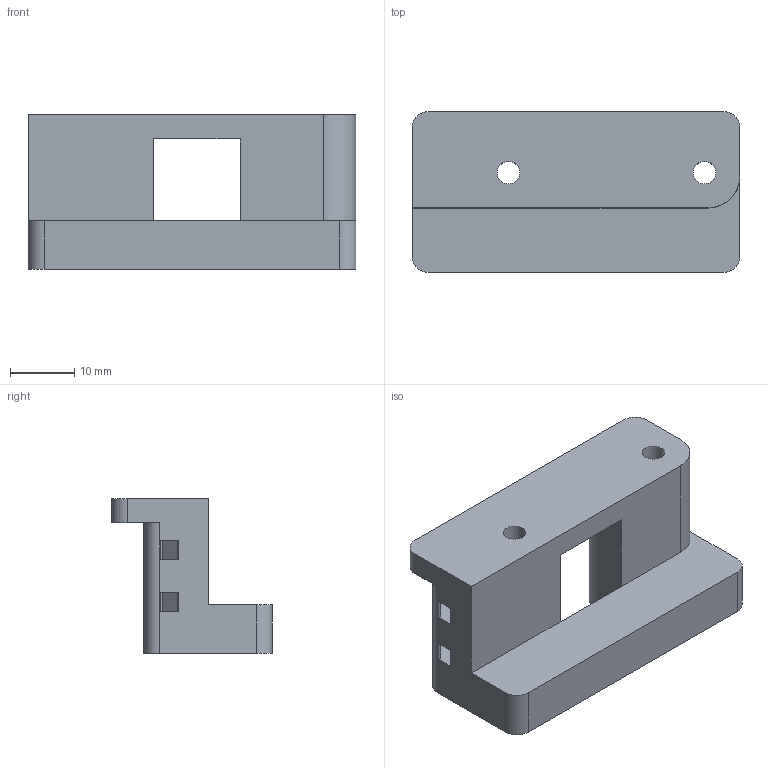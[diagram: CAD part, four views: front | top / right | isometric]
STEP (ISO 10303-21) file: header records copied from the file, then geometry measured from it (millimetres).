
FILE_DESCRIPTION(/* description */ (''),/* implementation_level */ '2;1');
FILE_NAME(/* name */ 'insert for E stepper.step',/* time_stamp */ '2025-05-04T21:24:45+02:00',/* author */ (''),/* organization */ (''),/* preprocessor_version */ 'ST-DEVELOPER v20.1',/* originating_system */ 'Autodesk Translation Framework v14.4.0.0',/* authorisation */ '');
FILE_SCHEMA (('AUTOMOTIVE_DESIGN { 1 0 10303 214 3 1 1 }'));
Length unit declared in the file: millimetre
Products named in the file (1): insert for stepper
Bounding box: 51 x 25 x 24 mm (x, y, z)
Volume: 13407.3 mm3; surface area: 6112.9 mm2
Topology: 1 solids, 1 shells, 40 faces, 118 edges, 78 vertices
Faces by surface type: plane 22, cylinder 18
Full cylindrical faces by diameter (mm): 3.5 x2
Entity records: 1395 total; most frequent: CARTESIAN_POINT 237, ORIENTED_EDGE 236, DIRECTION 236, EDGE_CURVE 118, LINE 82, VECTOR 82, VERTEX_POINT 78, AXIS2_PLACEMENT_3D 77
